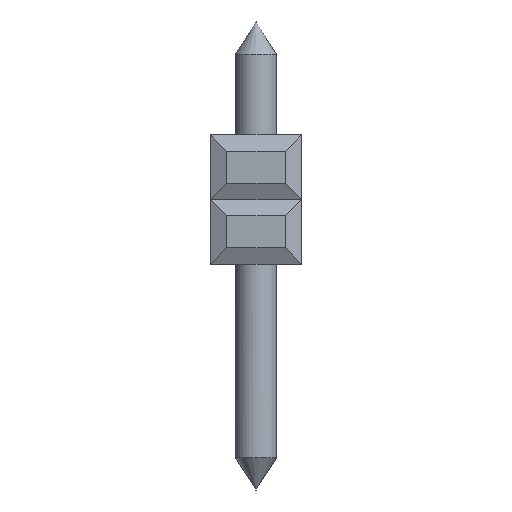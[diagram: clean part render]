
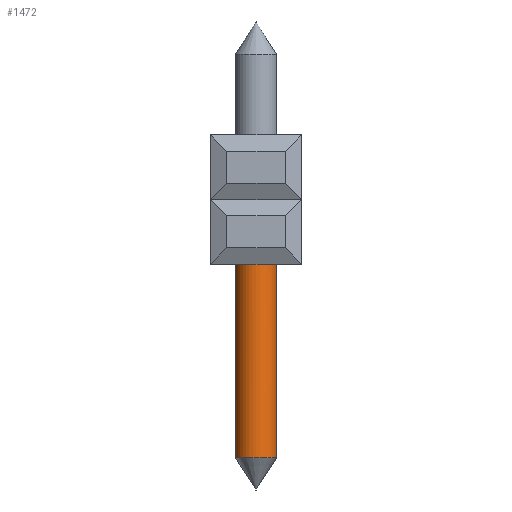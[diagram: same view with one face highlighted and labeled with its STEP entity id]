
A CAD part, left-side view. The second image highlights one B-rep face of the part: STEP entity #1472.
In plain terms, the highlighted cylindrical face has radius 0.65 mm (diameter 1.3 mm), a full revolution.
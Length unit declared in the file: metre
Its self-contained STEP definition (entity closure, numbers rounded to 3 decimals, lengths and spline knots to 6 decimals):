
#1472=ADVANCED_FACE('',(#3320,#3321),#3322,.T.);
#3320=FACE_OUTER_BOUND('',#5549,.T.);
#3321=FACE_OUTER_BOUND('',#5550,.T.);
#3322=CYLINDRICAL_SURFACE('',#5551,0.00065);
#5549=EDGE_LOOP('',(#9828));
#5550=EDGE_LOOP('',(#9829));
#5551=AXIS2_PLACEMENT_3D('',#9830,#9831,#9832);
#9828=ORIENTED_EDGE('',*,*,#13800,.F.);
#9829=ORIENTED_EDGE('',*,*,#14036,.F.);
#9830=CARTESIAN_POINT('',(0.01565,-0.03326,0.0005));
#9831=DIRECTION('',(0.0,0.,-1.0));
#9832=DIRECTION('',(-1.0,0.0,0.0));
#13800=EDGE_CURVE('',#16857,#16857,#16858,.T.);
#14036=EDGE_CURVE('',#17166,#17166,#17167,.T.);
#16857=VERTEX_POINT('',#21069);
#16858=CIRCLE('',#21070,0.00065);
#17166=VERTEX_POINT('',#21534);
#17167=CIRCLE('',#21535,0.00065);
#21069=CARTESIAN_POINT('',(0.01565,-0.03391,-0.0038));
#21070=AXIS2_PLACEMENT_3D('',#23797,#23798,#23799);
#21534=CARTESIAN_POINT('',(0.01604,-0.03274,-0.01));
#21535=AXIS2_PLACEMENT_3D('',#23986,#23987,#23988);
#23797=CARTESIAN_POINT('',(0.01565,-0.03326,-0.0038));
#23798=DIRECTION('',(0.0,0.,1.0));
#23799=DIRECTION('',(0.0,-1.0,0.));
#23986=CARTESIAN_POINT('',(0.01565,-0.03326,-0.01));
#23987=DIRECTION('',(0.,0.,-1.0));
#23988=DIRECTION('',(0.6,0.8,0.));
